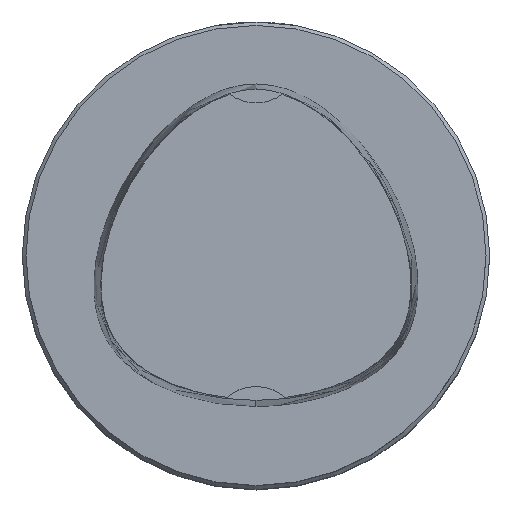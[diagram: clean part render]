
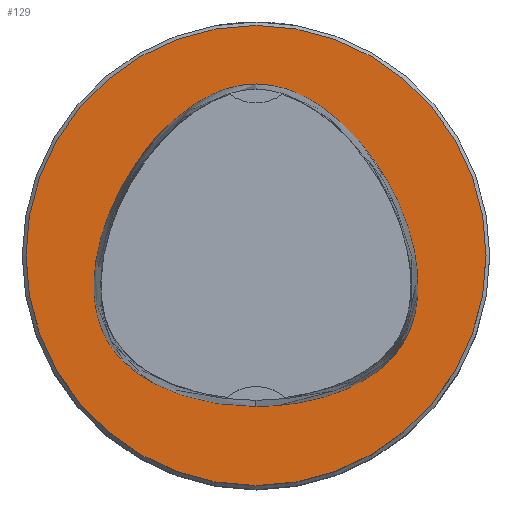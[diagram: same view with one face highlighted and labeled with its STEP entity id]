
A CAD part, top view. The second image highlights one B-rep face of the part: STEP entity #129.
In plain terms, the highlighted planar face has unit normal (0, 0, 1).
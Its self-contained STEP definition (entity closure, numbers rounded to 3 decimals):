
#80=EDGE_CURVE('240[2]',#209,#209,#210,.T.);
#82=EDGE_CURVE('240[2]',#212,#199,#213,.T.);
#124=EDGE_CURVE('240[2]',#199,#212,#272,.T.);
#129=ADVANCED_FACE('240[2]',(#277,#278),#279,.T.);
#199=VERTEX_POINT('',#358);
#209=VERTEX_POINT('',#380);
#210=CIRCLE('',#381,31.493);
#212=VERTEX_POINT('',#384);
#213=B_SPLINE_CURVE_WITH_KNOTS('',3,(#385,#386,#387,#388,#389,#390,#391,#392,#393,#394,#395,#396,#397,#398,#399,#400,#401,#402,#403,#404),.UNSPECIFIED.,.F.,.F.,(4,2,2,2,2,2,2,2,2,4),(0.0,12.537,20.301,27.626,37.858,52.643,74.802,96.071,106.299,115.973),.UNSPECIFIED.);
#272=B_SPLINE_CURVE_WITH_KNOTS('',3,(#814,#815,#816,#817,#818,#819,#820,#821,#822,#823,#824,#825,#826,#827,#828,#829,#830,#831,#832,#833),.UNSPECIFIED.,.F.,.F.,(4,2,2,2,2,2,2,2,2,4),(0.0,4.776,11.273,21.392,34.435,42.606,50.255,61.049,76.294,98.645),.UNSPECIFIED.);
#277=FACE_BOUND('',#848,.T.);
#278=FACE_OUTER_BOUND('',#849,.T.);
#279=PLANE('',#850);
#358=CARTESIAN_POINT('',(0.,23.475,0.));
#380=CARTESIAN_POINT('',(0.,31.493,0.));
#381=AXIS2_PLACEMENT_3D('',#1254,#1255,#1256);
#384=CARTESIAN_POINT('',(0.,-20.675,0.));
#385=CARTESIAN_POINT('',(0.07,-20.675,0.));
#386=CARTESIAN_POINT('',(-4.109,-20.683,0.));
#387=CARTESIAN_POINT('',(-8.287,-19.956,0.));
#388=CARTESIAN_POINT('',(-14.082,-17.605,0.));
#389=CARTESIAN_POINT('',(-16.208,-16.371,0.));
#390=CARTESIAN_POINT('',(-19.575,-13.185,0.));
#391=CARTESIAN_POINT('',(-20.433,-11.678,0.));
#392=CARTESIAN_POINT('',(-21.622,-8.993,0.));
#393=CARTESIAN_POINT('',(-21.993,-7.308,0.));
#394=CARTESIAN_POINT('',(-22.314,-3.133,0.));
#395=CARTESIAN_POINT('',(-22.006,-0.592,0.));
#396=CARTESIAN_POINT('',(-20.497,5.424,0.));
#397=CARTESIAN_POINT('',(-18.839,9.102,0.));
#398=CARTESIAN_POINT('',(-14.476,15.583,0.));
#399=CARTESIAN_POINT('',(-11.858,18.355,0.));
#400=CARTESIAN_POINT('',(-7.62,21.285,0.));
#401=CARTESIAN_POINT('',(-6.128,22.093,0.));
#402=CARTESIAN_POINT('',(-3.063,23.182,0.));
#403=CARTESIAN_POINT('',(-1.51,23.484,0.));
#404=CARTESIAN_POINT('',(0.07,23.475,0.));
#814=CARTESIAN_POINT('',(-0.07,23.475,0.));
#815=CARTESIAN_POINT('',(1.522,23.484,0.));
#816=CARTESIAN_POINT('',(3.087,23.177,0.));
#817=CARTESIAN_POINT('',(6.626,21.911,0.));
#818=CARTESIAN_POINT('',(8.53,20.764,0.));
#819=CARTESIAN_POINT('',(12.886,17.32,0.));
#820=CARTESIAN_POINT('',(15.194,14.633,0.));
#821=CARTESIAN_POINT('',(19.397,8.088,0.));
#822=CARTESIAN_POINT('',(21.073,3.976,0.));
#823=CARTESIAN_POINT('',(22.24,-2.462,0.));
#824=CARTESIAN_POINT('',(22.346,-5.06,0.));
#825=CARTESIAN_POINT('',(21.42,-9.835,0.));
#826=CARTESIAN_POINT('',(20.581,-11.401,0.));
#827=CARTESIAN_POINT('',(19.016,-13.762,0.));
#828=CARTESIAN_POINT('',(17.838,-14.94,0.));
#829=CARTESIAN_POINT('',(14.633,-17.335,0.));
#830=CARTESIAN_POINT('',(12.452,-18.371,0.));
#831=CARTESIAN_POINT('',(6.952,-20.185,0.));
#832=CARTESIAN_POINT('',(3.387,-20.682,0.));
#833=CARTESIAN_POINT('',(-0.07,-20.675,0.));
#848=EDGE_LOOP('',(#1311,#1312));
#849=EDGE_LOOP('',(#1313));
#850=AXIS2_PLACEMENT_3D('',#1314,#1315,#1316);
#1254=CARTESIAN_POINT('',(0.0,0.0,0.0));
#1255=DIRECTION('',(0.,0.,-1.0));
#1256=DIRECTION('',(0.,1.0,0.));
#1311=ORIENTED_EDGE('',*,*,#82,.T.);
#1312=ORIENTED_EDGE('',*,*,#124,.T.);
#1313=ORIENTED_EDGE('',*,*,#80,.F.);
#1314=CARTESIAN_POINT('',(0.,15.746,0.));
#1315=DIRECTION('',(0.,0.,1.0));
#1316=DIRECTION('',(1.0,0.,0.0));
